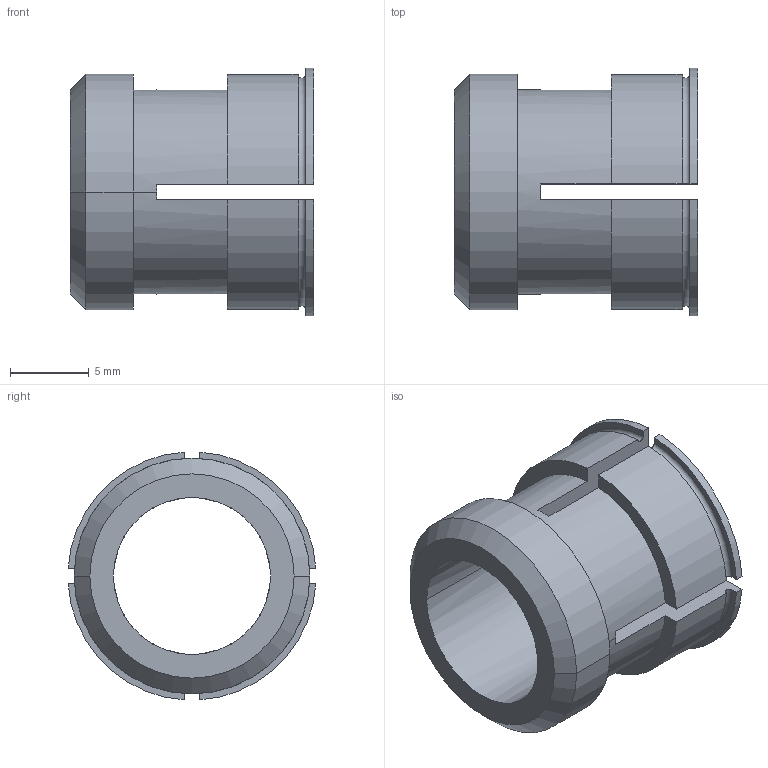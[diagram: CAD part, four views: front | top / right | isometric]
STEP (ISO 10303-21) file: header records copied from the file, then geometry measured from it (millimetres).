
FILE_DESCRIPTION((''),'2;1');
FILE_NAME('B_R_001126','2012-07-04T',('LIKA51'),(''),'PRO/ENGINEER BY PARAMETRIC TECHNOLOGY CORPORATION, 2010180','PRO/ENGINEER BY PARAMETRIC TECHNOLOGY CORPORATION, 2010180','');
FILE_SCHEMA(('CONFIG_CONTROL_DESIGN'));
Length unit declared in the file: millimetre
Products named in the file (1): B_R_001126
Bounding box: 15.5 x 15.77 x 15.77 mm (x, y, z)
Volume: 1157 mm3; surface area: 1556.5 mm2
Topology: 1 solids, 1 shells, 50 faces, 142 edges, 94 vertices
Faces by surface type: plane 26, cylinder 14, cone 6, torus 4
Entity records: 1790 total; most frequent: CARTESIAN_POINT 422, ORIENTED_EDGE 284, DIRECTION 280, EDGE_CURVE 142, AXIS2_PLACEMENT_3D 104, VERTEX_POINT 94, VECTOR 72, LINE 72
